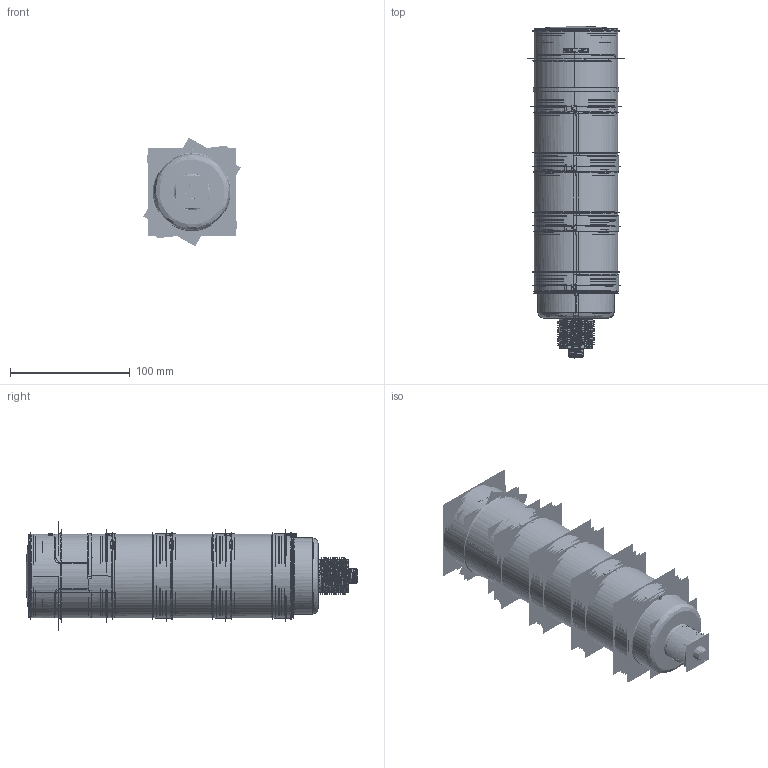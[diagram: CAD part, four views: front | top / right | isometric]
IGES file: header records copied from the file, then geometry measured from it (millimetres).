
Start section:  PTC IGES file: 181452.igs
Global section: file name: 181452.igs; native system: Creo Parametric by PTC Inc.; preprocessor: 2019292; author: PDMAdmin; organization: Unknown; date: 20220419.082747; units: millimetre
Bounding box: 81.17 x 276.79 x 90.7 mm (x, y, z)
Volume: 256748.3 mm3; surface area: 1526029.1 mm2
Topology: 12 solids, 16 shells, 6404 faces, 31805 edges, 39826 vertices
Faces by surface type: revolution 3288, bspline 3072, extrusion 44
